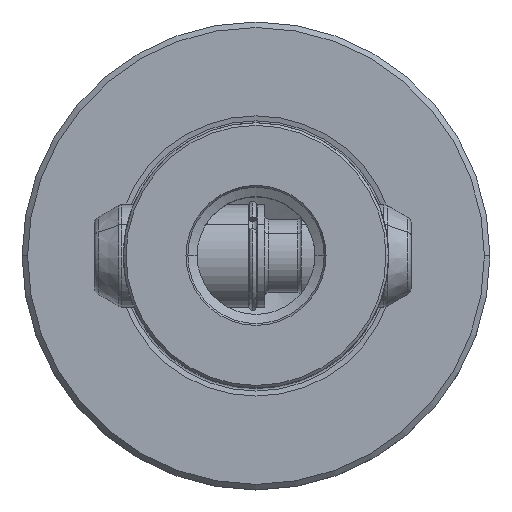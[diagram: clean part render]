
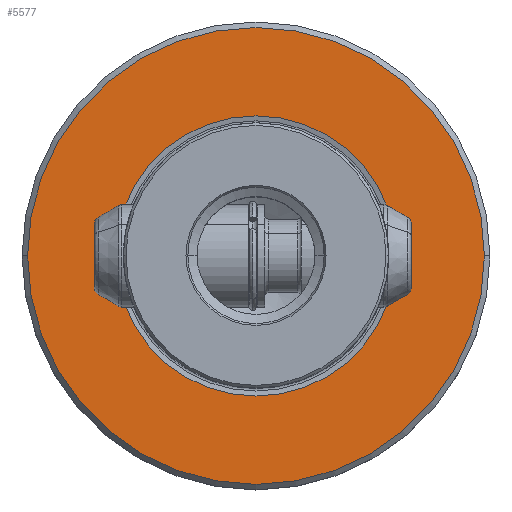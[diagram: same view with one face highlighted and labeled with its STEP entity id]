
A CAD part, top view. The second image highlights one B-rep face of the part: STEP entity #5577.
In plain terms, the highlighted planar face has unit normal (0, 0, 1).
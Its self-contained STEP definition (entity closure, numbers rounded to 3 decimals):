
#3175=VERTEX_POINT('NONE',#7197);
#3457=VERTEX_POINT('NONE',#7506);
#3899=EDGE_CURVE('NONE',#3457,#3175,#7993,.T.);
#4011=EDGE_CURVE('NONE',#3175,#3457,#8116,.T.);
#4055=EDGE_CURVE('NONE',#4877,#4577,#8165,.T.);
#4577=VERTEX_POINT('NONE',#8745);
#4877=VERTEX_POINT('NONE',#9077);
#5311=EDGE_CURVE('NONE',#4577,#4877,#9560,.F.);
#5577=ADVANCED_FACE('NONE',(#9856,#9857),#9858,.T.);
#7197=CARTESIAN_POINT('',(31.0,0.,0.0));
#7506=CARTESIAN_POINT('',(-31.0,0.,0.0));
#7993=CIRCLE('',#28878,31.0);
#8116=CIRCLE('',#29089,31.0);
#8165=CIRCLE('',#29152,19.012);
#8745=CARTESIAN_POINT('',(-19.012,0.,0.0));
#9077=CARTESIAN_POINT('',(19.012,0.,0.0));
#9560=CIRCLE('',#50022,19.012);
#9856=FACE_OUTER_BOUND('',#59284,.T.);
#9857=FACE_BOUND('',#59285,.T.);
#9858=PLANE('',#59286);
#28878=AXIS2_PLACEMENT_3D('',#63472,#63473,#63474);
#29089=AXIS2_PLACEMENT_3D('',#63601,#63602,#63603);
#29152=AXIS2_PLACEMENT_3D('',#63663,#63664,#63665);
#50022=AXIS2_PLACEMENT_3D('',#65243,#65244,#65245);
#59284=EDGE_LOOP('',(#65608,#65609));
#59285=EDGE_LOOP('',(#65610,#65611));
#59286=AXIS2_PLACEMENT_3D('',#65612,#65613,#65614);
#63472=CARTESIAN_POINT('',(0.0,0.0,0.0));
#63473=DIRECTION('',(0.0,0.0,-1.0));
#63474=DIRECTION('',(-1.0,0.,0.0));
#63601=CARTESIAN_POINT('',(0.0,0.0,0.0));
#63602=DIRECTION('',(0.0,0.0,-1.0));
#63603=DIRECTION('',(-1.0,0.,0.0));
#63663=CARTESIAN_POINT('',(0.0,0.0,0.0));
#63664=DIRECTION('',(-0.0,0.0,1.0));
#63665=DIRECTION('',(1.0,0.,0.0));
#65243=CARTESIAN_POINT('',(0.0,0.0,0.0));
#65244=DIRECTION('',(0.0,0.0,-1.0));
#65245=DIRECTION('',(1.0,0.,0.0));
#65608=ORIENTED_EDGE('',*,*,#3899,.F.);
#65609=ORIENTED_EDGE('',*,*,#4011,.F.);
#65610=ORIENTED_EDGE('',*,*,#4055,.F.);
#65611=ORIENTED_EDGE('',*,*,#5311,.F.);
#65612=CARTESIAN_POINT('',(-18.0,0.0,0.0));
#65613=DIRECTION('',(-0.0,0.0,1.0));
#65614=DIRECTION('',(0.0,1.0,0.0));
